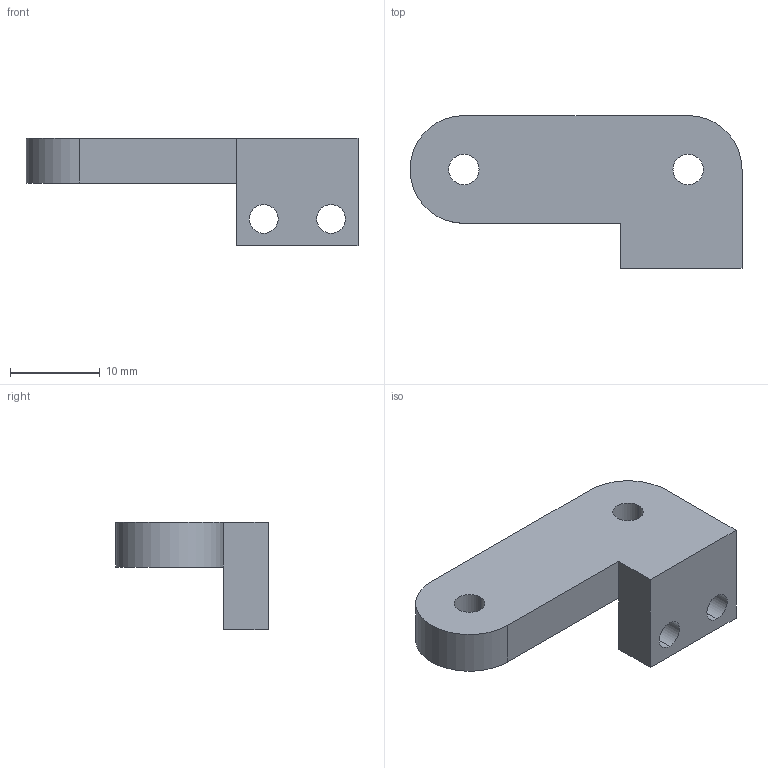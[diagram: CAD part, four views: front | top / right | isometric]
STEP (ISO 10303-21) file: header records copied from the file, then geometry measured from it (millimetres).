
FILE_DESCRIPTION((''),'2;1');
FILE_NAME('GEGENSTUECK_RACK','2024-02-12T12:57:30',('Mathias'),(''),'CREO PARAMETRIC BY PTC INC, 2021404','CREO PARAMETRIC BY PTC INC, 2021404','');
FILE_SCHEMA(('CONFIG_CONTROL_DESIGN'));
Length unit declared in the file: millimetre
Products named in the file (1): GEGENSTUECK_RACK
Bounding box: 37 x 17 x 12 mm (x, y, z)
Volume: 2714.1 mm3; surface area: 1863.2 mm2
Topology: 1 solids, 1 shells, 23 faces, 58 edges, 37 vertices
Faces by surface type: cylinder 10, plane 9, cone 4
Entity records: 750 total; most frequent: DIRECTION 128, CARTESIAN_POINT 118, ORIENTED_EDGE 116, EDGE_CURVE 58, AXIS2_PLACEMENT_3D 47, VERTEX_POINT 37, VECTOR 34, LINE 34
